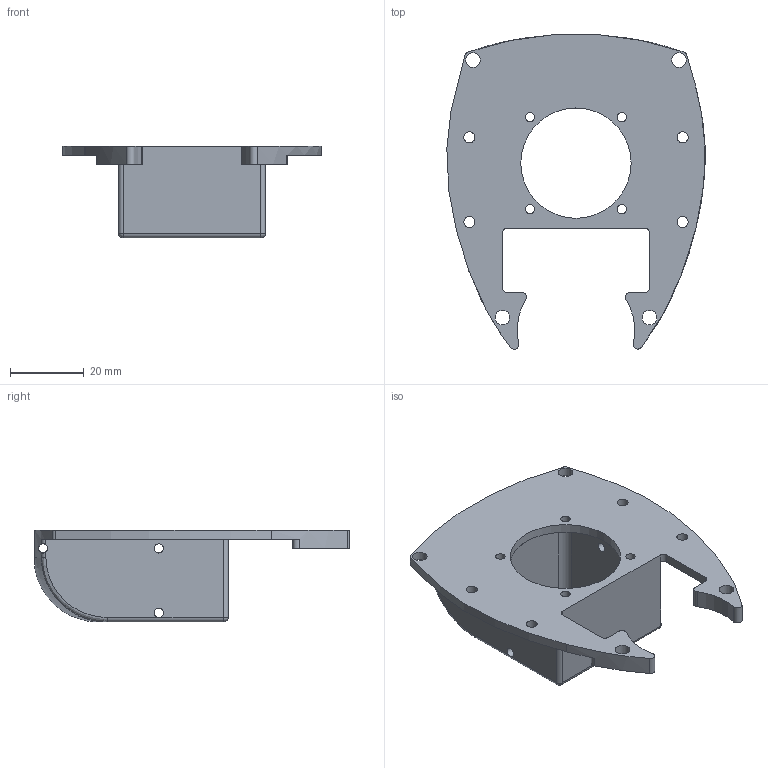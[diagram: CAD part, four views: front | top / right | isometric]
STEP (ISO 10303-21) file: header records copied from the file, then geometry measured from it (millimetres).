
FILE_DESCRIPTION(/* description */ ('STEP AP242 Edition 2','CAx-IF Rec.Pracs.---Representation and Presentation of Product Manufacturing Information (PMI)---4.0---2014-10-13','CAx-IF Rec.Pracs.---3D Tessellated Geometry---0.4---2014-09-14','2;1','CAx-IF Rec.Pracs.---User Defined Attributes---1.5---2016-08-15'),/* implementation_level */ '2;1');
FILE_NAME(/* name */ '692ad9113748bd9892418358',/* time_stamp */ '2025-11-29T11:29:21Z',/* author */ (''),/* organization */ (''),/* preprocessor_version */ 'ST-DEVELOPER v20',/* originating_system */ 'ONSHAPE BY PTC INC, 1.207',/* authorisation */ ' ');
FILE_SCHEMA (('AP242_MANAGED_MODEL_BASED_3D_ENGINEERING_MIM_LF { 1 0 10303 442 3 1 4 }'));
Length unit declared in the file: metre
Products named in the file (1): Part 3
Bounding box: 70.26 x 85.57 x 25 mm (x, y, z)
Volume: 32196.1 mm3; surface area: 14612.8 mm2
Topology: 1 solids, 1 shells, 76 faces, 217 edges, 137 vertices
Faces by surface type: cylinder 46, plane 22, bspline 5, sphere 2, torus 1
Full cylindrical faces by diameter (mm): 2.5 x9, 3 x4, 4 x4, 30 x1
Entity records: 2624 total; most frequent: CARTESIAN_POINT 631, DIRECTION 413, ORIENTED_EDGE 386, EDGE_CURVE 193, AXIS2_PLACEMENT_3D 166, VERTEX_POINT 133, EDGE_LOOP 126, FACE_BOUND 126
